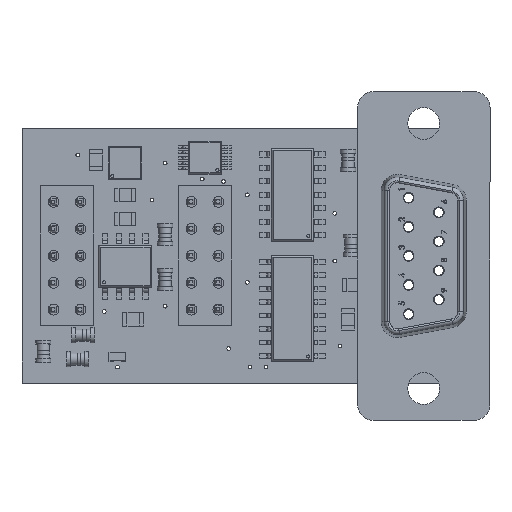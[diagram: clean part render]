
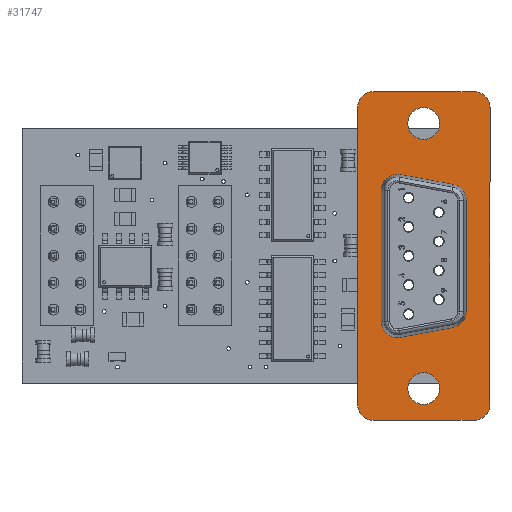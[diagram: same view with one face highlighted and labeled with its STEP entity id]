
A CAD part, top view. The second image highlights one B-rep face of the part: STEP entity #31747.
In plain terms, the highlighted planar face has unit normal (0, 0, 1).
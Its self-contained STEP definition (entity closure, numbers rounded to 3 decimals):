
#877=FACE_BOUND('',#5284,.T.);
#878=FACE_BOUND('',#5285,.T.);
#879=FACE_BOUND('',#5286,.T.);
#1925=PLANE('',#34182);
#3382=FACE_OUTER_BOUND('',#5283,.T.);
#5283=EDGE_LOOP('',(#26637,#26638,#26639,#26640,#26641,#26642,#26643,#26644));
#5284=EDGE_LOOP('',(#26645,#26646));
#5285=EDGE_LOOP('',(#26647,#26648));
#5286=EDGE_LOOP('',(#26649,#26650,#26651,#26652,#26653,#26654,#26655,#26656));
#8417=LINE('',#49367,#11677);
#8418=LINE('',#49371,#11678);
#8419=LINE('',#49375,#11679);
#8420=LINE('',#49378,#11680);
#8421=LINE('',#49381,#11681);
#8422=LINE('',#49384,#11682);
#8423=LINE('',#49386,#11683);
#8424=LINE('',#49390,#11684);
#11677=VECTOR('',#41090,1000.);
#11678=VECTOR('',#41093,1000.);
#11679=VECTOR('',#41096,1000.);
#11680=VECTOR('',#41099,1000.);
#11681=VECTOR('',#41100,1000.);
#11682=VECTOR('',#41103,1000.);
#11683=VECTOR('',#41104,1000.);
#11684=VECTOR('',#41107,1000.);
#12855=CIRCLE('',#34163,1.5);
#12858=CIRCLE('',#34167,1.5);
#12859=CIRCLE('',#34168,1.5);
#12862=CIRCLE('',#34172,1.5);
#12863=CIRCLE('',#34173,1.5);
#12871=CIRCLE('',#34183,1.5);
#12872=CIRCLE('',#34184,1.5);
#12873=CIRCLE('',#34185,1.5);
#12874=CIRCLE('',#34186,1.5);
#12875=CIRCLE('',#34187,1.5);
#12876=CIRCLE('',#34188,1.5);
#12877=CIRCLE('',#34189,1.5);
#15116=VERTEX_POINT('',#49307);
#15117=VERTEX_POINT('',#49309);
#15120=VERTEX_POINT('',#49317);
#15121=VERTEX_POINT('',#49319);
#15124=VERTEX_POINT('',#49327);
#15125=VERTEX_POINT('',#49329);
#15140=VERTEX_POINT('',#49363);
#15141=VERTEX_POINT('',#49364);
#15142=VERTEX_POINT('',#49366);
#15143=VERTEX_POINT('',#49368);
#15144=VERTEX_POINT('',#49370);
#15145=VERTEX_POINT('',#49372);
#15146=VERTEX_POINT('',#49374);
#15147=VERTEX_POINT('',#49376);
#15148=VERTEX_POINT('',#49379);
#15149=VERTEX_POINT('',#49380);
#15150=VERTEX_POINT('',#49382);
#15151=VERTEX_POINT('',#49385);
#15152=VERTEX_POINT('',#49387);
#15153=VERTEX_POINT('',#49389);
#19071=EDGE_CURVE('',#15116,#15117,#12855,.T.);
#19076=EDGE_CURVE('',#15120,#15121,#12858,.T.);
#19077=EDGE_CURVE('',#15121,#15120,#12859,.T.);
#19081=EDGE_CURVE('',#15124,#15125,#12862,.T.);
#19082=EDGE_CURVE('',#15125,#15124,#12863,.T.);
#19098=EDGE_CURVE('',#15140,#15141,#12871,.T.);
#19099=EDGE_CURVE('',#15141,#15142,#8417,.T.);
#19100=EDGE_CURVE('',#15142,#15143,#12872,.T.);
#19101=EDGE_CURVE('',#15143,#15144,#8418,.T.);
#19102=EDGE_CURVE('',#15144,#15145,#12873,.T.);
#19103=EDGE_CURVE('',#15145,#15146,#8419,.T.);
#19104=EDGE_CURVE('',#15146,#15147,#12874,.T.);
#19105=EDGE_CURVE('',#15147,#15140,#8420,.T.);
#19106=EDGE_CURVE('',#15148,#15149,#8421,.T.);
#19107=EDGE_CURVE('',#15150,#15148,#12875,.T.);
#19108=EDGE_CURVE('',#15117,#15150,#8422,.T.);
#19109=EDGE_CURVE('',#15151,#15116,#8423,.T.);
#19110=EDGE_CURVE('',#15152,#15151,#12876,.T.);
#19111=EDGE_CURVE('',#15153,#15152,#8424,.T.);
#19112=EDGE_CURVE('',#15149,#15153,#12877,.T.);
#26637=ORIENTED_EDGE('',*,*,#19098,.T.);
#26638=ORIENTED_EDGE('',*,*,#19099,.T.);
#26639=ORIENTED_EDGE('',*,*,#19100,.T.);
#26640=ORIENTED_EDGE('',*,*,#19101,.T.);
#26641=ORIENTED_EDGE('',*,*,#19102,.T.);
#26642=ORIENTED_EDGE('',*,*,#19103,.T.);
#26643=ORIENTED_EDGE('',*,*,#19104,.T.);
#26644=ORIENTED_EDGE('',*,*,#19105,.T.);
#26645=ORIENTED_EDGE('',*,*,#19082,.F.);
#26646=ORIENTED_EDGE('',*,*,#19081,.F.);
#26647=ORIENTED_EDGE('',*,*,#19077,.F.);
#26648=ORIENTED_EDGE('',*,*,#19076,.F.);
#26649=ORIENTED_EDGE('',*,*,#19106,.F.);
#26650=ORIENTED_EDGE('',*,*,#19107,.F.);
#26651=ORIENTED_EDGE('',*,*,#19108,.F.);
#26652=ORIENTED_EDGE('',*,*,#19071,.F.);
#26653=ORIENTED_EDGE('',*,*,#19109,.F.);
#26654=ORIENTED_EDGE('',*,*,#19110,.F.);
#26655=ORIENTED_EDGE('',*,*,#19111,.F.);
#26656=ORIENTED_EDGE('',*,*,#19112,.F.);
#31747=ADVANCED_FACE('',(#3382,#877,#878,#879),#1925,.T.);
#34163=AXIS2_PLACEMENT_3D('',#49310,#41037,#41038);
#34167=AXIS2_PLACEMENT_3D('',#49320,#41047,#41048);
#34168=AXIS2_PLACEMENT_3D('',#49321,#41049,#41050);
#34172=AXIS2_PLACEMENT_3D('',#49330,#41058,#41059);
#34173=AXIS2_PLACEMENT_3D('',#49331,#41060,#41061);
#34182=AXIS2_PLACEMENT_3D('',#49362,#41086,#41087);
#34183=AXIS2_PLACEMENT_3D('',#49365,#41088,#41089);
#34184=AXIS2_PLACEMENT_3D('',#49369,#41091,#41092);
#34185=AXIS2_PLACEMENT_3D('',#49373,#41094,#41095);
#34186=AXIS2_PLACEMENT_3D('',#49377,#41097,#41098);
#34187=AXIS2_PLACEMENT_3D('',#49383,#41101,#41102);
#34188=AXIS2_PLACEMENT_3D('',#49388,#41105,#41106);
#34189=AXIS2_PLACEMENT_3D('',#49391,#41108,#41109);
#41037=DIRECTION('center_axis',(0.,0.,1.));
#41038=DIRECTION('ref_axis',(1.,0.,0.));
#41047=DIRECTION('center_axis',(0.,0.,1.));
#41048=DIRECTION('ref_axis',(1.,0.,0.));
#41049=DIRECTION('center_axis',(0.,0.,1.));
#41050=DIRECTION('ref_axis',(1.,0.,0.));
#41058=DIRECTION('center_axis',(0.,0.,1.));
#41059=DIRECTION('ref_axis',(1.,0.,0.));
#41060=DIRECTION('center_axis',(0.,0.,1.));
#41061=DIRECTION('ref_axis',(1.,0.,0.));
#41086=DIRECTION('center_axis',(0.,0.,1.));
#41087=DIRECTION('ref_axis',(1.,0.,0.));
#41088=DIRECTION('center_axis',(0.,0.,1.));
#41089=DIRECTION('ref_axis',(1.,0.,0.));
#41090=DIRECTION('',(-1.,0.,0.));
#41091=DIRECTION('center_axis',(0.,0.,1.));
#41092=DIRECTION('ref_axis',(1.,0.,0.));
#41093=DIRECTION('',(0.,-1.,0.));
#41094=DIRECTION('center_axis',(0.,0.,1.));
#41095=DIRECTION('ref_axis',(1.,0.,0.));
#41096=DIRECTION('',(1.,0.,0.));
#41097=DIRECTION('center_axis',(0.,0.,1.));
#41098=DIRECTION('ref_axis',(1.,0.,0.));
#41099=DIRECTION('',(0.,1.,0.));
#41100=DIRECTION('',(0.184,-0.983,0.));
#41101=DIRECTION('center_axis',(0.,0.,1.));
#41102=DIRECTION('ref_axis',(1.,0.,0.));
#41103=DIRECTION('',(-1.,0.,0.));
#41104=DIRECTION('',(0.184,0.983,0.));
#41105=DIRECTION('center_axis',(0.,0.,1.));
#41106=DIRECTION('ref_axis',(1.,0.,0.));
#41107=DIRECTION('',(1.,0.,0.));
#41108=DIRECTION('center_axis',(0.,0.,1.));
#41109=DIRECTION('ref_axis',(1.,0.,0.));
#49307=CARTESIAN_POINT('',(2.14,0.837,5.034));
#49309=CARTESIAN_POINT('',(0.666,2.614,5.034));
#49310=CARTESIAN_POINT('Origin',(0.666,1.114,5.034));
#49317=CARTESIAN_POINT('',(5.473,-1.386,5.034));
#49319=CARTESIAN_POINT('',(8.473,-1.386,5.034));
#49320=CARTESIAN_POINT('Origin',(6.973,-1.386,5.034));
#49321=CARTESIAN_POINT('Origin',(6.973,-1.386,5.034));
#49327=CARTESIAN_POINT('',(-19.527,-1.386,5.034));
#49329=CARTESIAN_POINT('',(-16.527,-1.386,5.034));
#49330=CARTESIAN_POINT('Origin',(-18.027,-1.386,5.034));
#49331=CARTESIAN_POINT('Origin',(-18.027,-1.386,5.034));
#49362=CARTESIAN_POINT('Origin',(8.473,3.364,5.034));
#49363=CARTESIAN_POINT('',(9.973,3.364,5.034));
#49364=CARTESIAN_POINT('',(8.473,4.864,5.034));
#49365=CARTESIAN_POINT('Origin',(8.473,3.364,5.034));
#49366=CARTESIAN_POINT('',(-19.527,4.864,5.034));
#49367=CARTESIAN_POINT('',(-19.527,4.864,5.034));
#49368=CARTESIAN_POINT('',(-21.027,3.364,5.034));
#49369=CARTESIAN_POINT('Origin',(-19.527,3.364,5.034));
#49370=CARTESIAN_POINT('',(-21.027,-6.136,5.034));
#49371=CARTESIAN_POINT('',(-21.027,3.364,5.034));
#49372=CARTESIAN_POINT('',(-19.527,-7.636,5.034));
#49373=CARTESIAN_POINT('Origin',(-19.527,-6.136,5.034));
#49374=CARTESIAN_POINT('',(8.473,-7.636,5.034));
#49375=CARTESIAN_POINT('',(-19.527,-7.636,5.034));
#49376=CARTESIAN_POINT('',(9.973,-6.136,5.034));
#49377=CARTESIAN_POINT('Origin',(8.473,-6.136,5.034));
#49378=CARTESIAN_POINT('',(9.973,3.364,5.034));
#49379=CARTESIAN_POINT('',(-13.194,0.837,5.034));
#49380=CARTESIAN_POINT('',(-12.256,-4.163,5.034));
#49381=CARTESIAN_POINT('',(-13.194,0.837,5.034));
#49382=CARTESIAN_POINT('',(-11.72,2.614,5.034));
#49383=CARTESIAN_POINT('Origin',(-11.72,1.114,5.034));
#49384=CARTESIAN_POINT('',(-11.72,2.614,5.034));
#49385=CARTESIAN_POINT('',(1.202,-4.163,5.034));
#49386=CARTESIAN_POINT('',(2.14,0.837,5.034));
#49387=CARTESIAN_POINT('',(-0.272,-5.386,5.034));
#49388=CARTESIAN_POINT('Origin',(-0.272,-3.886,5.034));
#49389=CARTESIAN_POINT('',(-10.782,-5.386,5.034));
#49390=CARTESIAN_POINT('',(-10.782,-5.386,5.034));
#49391=CARTESIAN_POINT('Origin',(-10.782,-3.886,5.034));
